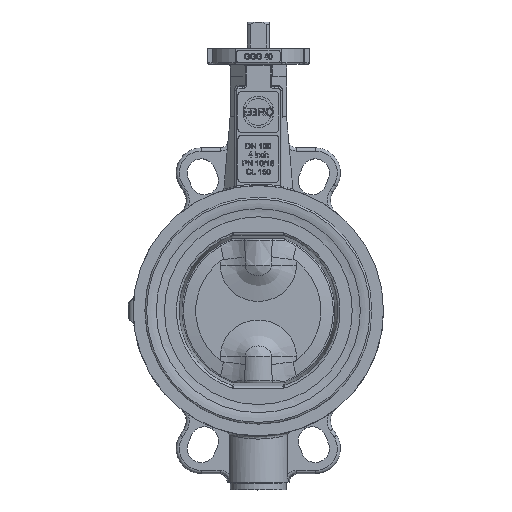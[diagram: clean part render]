
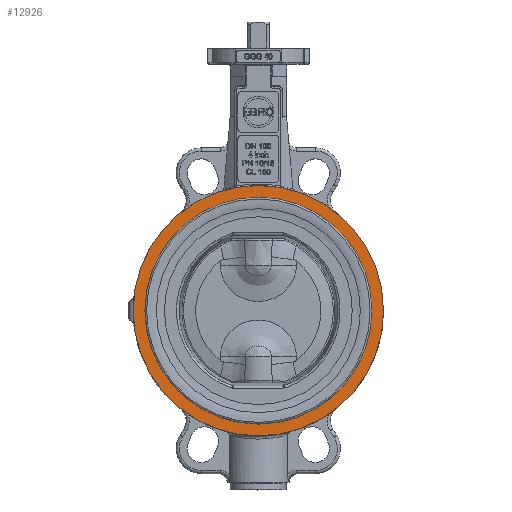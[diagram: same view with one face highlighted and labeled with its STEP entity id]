
A CAD part, top view. The second image highlights one B-rep face of the part: STEP entity #12926.
In plain terms, the highlighted free-form (B-spline) face has degree [1, 1] with [2, 2] control points.
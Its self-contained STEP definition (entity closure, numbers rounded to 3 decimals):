
#12333=CARTESIAN_POINT('',(-80.0,2.5,26.));
#12334=VERTEX_POINT('',#12333);
#12335=CARTESIAN_POINT('',(0.,2.5,26.));
#12336=DIRECTION('',(0.0,0.0,-1.0));
#12337=DIRECTION('',(-1.0,0.0,0.0));
#12338=AXIS2_PLACEMENT_3D('',#12335,#12336,#12337);
#12339=CIRCLE('',#12338,80.0);
#12340=EDGE_CURVE('',#12334,#12334,#12339,.T.);
#12907=CARTESIAN_POINT('',(-80.,82.5,26.));
#12908=CARTESIAN_POINT('',(80.,82.5,26.));
#12909=CARTESIAN_POINT('',(-80.,-77.5,26.));
#12910=CARTESIAN_POINT('',(80.,-77.5,26.));
#12911=B_SPLINE_SURFACE_WITH_KNOTS('',1,1,((#12907,#12909),(#12908,#12910)),.UNSPECIFIED.,.F.,.F.,.U.,(2,2),(2,2),(0.0,160.0),(0.0,160.0),.UNSPECIFIED.);
#12912=ORIENTED_EDGE('',*,*,#12340,.F.);
#12913=EDGE_LOOP('',(#12912));
#12914=FACE_OUTER_BOUND('',#12913,.T.);
#12915=CARTESIAN_POINT('',(-72.5,2.5,26.));
#12916=VERTEX_POINT('',#12915);
#12917=CARTESIAN_POINT('',(0.,2.5,26.));
#12918=DIRECTION('',(0.0,0.0,1.0));
#12919=DIRECTION('',(0.0,-1.0,0.0));
#12920=AXIS2_PLACEMENT_3D('',#12917,#12918,#12919);
#12921=CIRCLE('',#12920,72.5);
#12922=EDGE_CURVE('',#12916,#12916,#12921,.T.);
#12923=ORIENTED_EDGE('',*,*,#12922,.F.);
#12924=EDGE_LOOP('',(#12923));
#12925=FACE_BOUND('',#12924,.T.);
#12926=ADVANCED_FACE('',(#12914,#12925),#12911,.F.);
